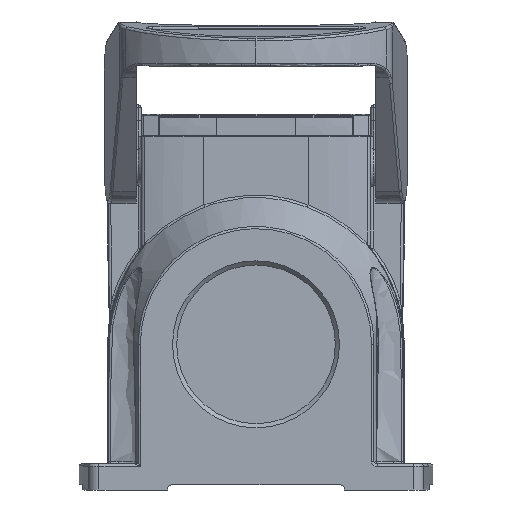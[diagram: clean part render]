
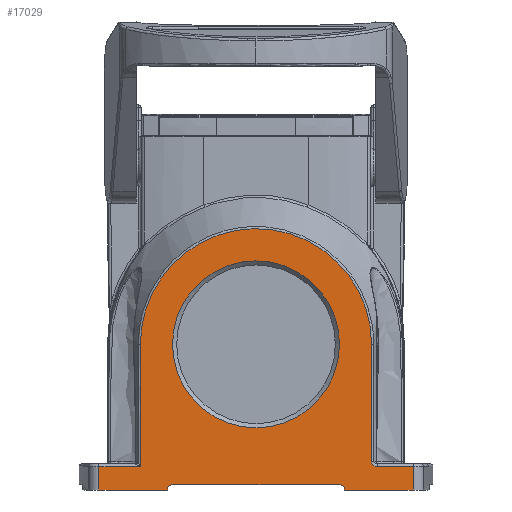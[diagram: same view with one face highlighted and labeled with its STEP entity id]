
A CAD part, left-side view. The second image highlights one B-rep face of the part: STEP entity #17029.
In plain terms, the highlighted planar face has unit normal (-1, 0, 0).
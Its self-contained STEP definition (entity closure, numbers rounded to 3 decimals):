
#13847=CIRCLE('',#48865,0.8);
#13854=CIRCLE('',#48876,0.8);
#13919=CIRCLE('',#48977,16.05);
#17029=ADVANCED_FACE('',(#19350,#19351),#18529,.T.);
#18529=PLANE('',#48978);
#19350=FACE_BOUND('',#20034,.T.);
#19351=FACE_BOUND('',#20035,.T.);
#20034=EDGE_LOOP('',(#29747));
#20035=EDGE_LOOP('',(#29748,#29749,#29750,#29751,#29752,#29753,#29754,#29755,
#29756,#29757,#29758,#29759,#29760,#29761,#29762));
#22014=LINE('',#68841,#24733);
#22015=LINE('',#68843,#24734);
#22026=LINE('',#68902,#24745);
#22033=LINE('',#68942,#24752);
#22042=LINE('',#69070,#24761);
#22076=LINE('',#69425,#24795);
#22078=LINE('',#69440,#24797);
#22089=LINE('',#70099,#24808);
#22090=LINE('',#70129,#24809);
#22092=LINE('',#70168,#24811);
#24733=VECTOR('',#52516,1.);
#24734=VECTOR('',#52519,1.);
#24745=VECTOR('',#52558,1.);
#24752=VECTOR('',#52585,1.);
#24761=VECTOR('',#52617,1.);
#24795=VECTOR('',#52755,1.);
#24797=VECTOR('',#52761,1.);
#24808=VECTOR('',#52854,1.);
#24809=VECTOR('',#52861,1.);
#24811=VECTOR('',#52869,1.);
#29747=ORIENTED_EDGE('',*,*,#41604,.T.);
#29748=ORIENTED_EDGE('',*,*,#41603,.T.);
#29749=ORIENTED_EDGE('',*,*,#41523,.T.);
#29750=ORIENTED_EDGE('',*,*,#41519,.T.);
#29751=ORIENTED_EDGE('',*,*,#41416,.F.);
#29752=ORIENTED_EDGE('',*,*,#41430,.T.);
#29753=ORIENTED_EDGE('',*,*,#41431,.T.);
#29754=ORIENTED_EDGE('',*,*,#41450,.T.);
#29755=ORIENTED_EDGE('',*,*,#41451,.T.);
#29756=ORIENTED_EDGE('',*,*,#41395,.T.);
#29757=ORIENTED_EDGE('',*,*,#41394,.F.);
#29758=ORIENTED_EDGE('',*,*,#41587,.T.);
#29759=ORIENTED_EDGE('',*,*,#41590,.T.);
#29760=ORIENTED_EDGE('',*,*,#41592,.T.);
#29761=ORIENTED_EDGE('',*,*,#41595,.T.);
#29762=ORIENTED_EDGE('',*,*,#41598,.T.);
#37744=VERTEX_POINT('',#68831);
#37749=VERTEX_POINT('',#68840);
#37750=VERTEX_POINT('',#68844);
#37764=VERTEX_POINT('',#68901);
#37765=VERTEX_POINT('',#68903);
#37773=VERTEX_POINT('',#68941);
#37774=VERTEX_POINT('',#68945);
#37785=VERTEX_POINT('',#69069);
#37814=VERTEX_POINT('',#69424);
#37818=VERTEX_POINT('',#69441);
#37846=VERTEX_POINT('',#70098);
#37847=VERTEX_POINT('',#70128);
#37848=VERTEX_POINT('',#70132);
#37850=VERTEX_POINT('',#70167);
#37852=VERTEX_POINT('',#70254);
#37854=VERTEX_POINT('',#70673);
#41394=EDGE_CURVE('',#37749,#37744,#22014,.T.);
#41395=EDGE_CURVE('',#37750,#37744,#22015,.T.);
#41416=EDGE_CURVE('',#37764,#37765,#22026,.T.);
#41430=EDGE_CURVE('',#37764,#37773,#22033,.T.);
#41431=EDGE_CURVE('',#37773,#37774,#13847,.T.);
#41450=EDGE_CURVE('',#37774,#37785,#22042,.T.);
#41451=EDGE_CURVE('',#37785,#37750,#13854,.T.);
#41519=EDGE_CURVE('',#37814,#37765,#22076,.T.);
#41523=EDGE_CURVE('',#37818,#37814,#22078,.T.);
#41587=EDGE_CURVE('',#37749,#37846,#22089,.T.);
#41590=EDGE_CURVE('',#37846,#37847,#22090,.T.);
#41592=EDGE_CURVE('',#37847,#37848,#45435,.T.);
#41595=EDGE_CURVE('',#37848,#37850,#22092,.T.);
#41598=EDGE_CURVE('',#37850,#37852,#45437,.T.);
#41603=EDGE_CURVE('',#37852,#37818,#45441,.T.);
#41604=EDGE_CURVE('',#37854,#37854,#13919,.T.);
#45435=B_SPLINE_CURVE_WITH_KNOTS('',3,(#70133,#70134,#70135,#70136,#70137,
#70138,#70139,#70140,#70141,#70142),.UNSPECIFIED.,.F.,.F.,(4,2,2,2,4),(0.,
0.25,0.5,0.75,1.),.UNSPECIFIED.);
#45437=B_SPLINE_CURVE_WITH_KNOTS('',3,(#70255,#70256,#70257,#70258,#70259,
#70260,#70261,#70262,#70263,#70264,#70265,#70266,#70267,#70268,#70269,#70270,
#70271,#70272,#70273,#70274,#70275,#70276,#70277,#70278,#70279,#70280,#70281,
#70282,#70283,#70284,#70285,#70286,#70287,#70288,#70289,#70290,#70291,#70292,
#70293,#70294,#70295,#70296,#70297,#70298,#70299,#70300,#70301,#70302,#70303,
#70304,#70305,#70306,#70307,#70308,#70309,#70310,#70311),.UNSPECIFIED.,
 .F.,.F.,(4,2,2,2,2,2,2,2,2,2,2,2,2,2,2,2,2,2,2,2,2,2,2,1,2,2,2,2,4),(0.,
0.063,0.094,0.125,0.187,0.219,
0.25,0.312,0.344,0.375,
0.406,0.438,0.5,0.531,
0.547,0.562,0.625,0.641,0.656,
0.687,0.75,0.766,0.781,
0.813,0.844,0.875,0.937,
0.969,1.),.UNSPECIFIED.);
#45441=B_SPLINE_CURVE_WITH_KNOTS('',3,(#70647,#70648,#70649,#70650,#70651),
 .UNSPECIFIED.,.F.,.F.,(4,1,4),(0.,0.979,1.),.UNSPECIFIED.);
#48865=AXIS2_PLACEMENT_3D('',#68944,#52588,#52589);
#48876=AXIS2_PLACEMENT_3D('',#69072,#52620,#52621);
#48977=AXIS2_PLACEMENT_3D('',#70672,#52874,#52875);
#48978=AXIS2_PLACEMENT_3D('',#70674,#52876,#52877);
#52516=DIRECTION('',(0.,1.,0.));
#52519=DIRECTION('',(0.,-0.052,-0.999));
#52558=DIRECTION('',(0.,1.,0.));
#52585=DIRECTION('',(0.,-0.052,0.999));
#52588=DIRECTION('',(1.,0.,0.));
#52589=DIRECTION('',(0.,0.999,0.052));
#52617=DIRECTION('',(0.,-1.,0.));
#52620=DIRECTION('',(1.,0.,0.));
#52621=DIRECTION('',(0.,0.,1.));
#52755=DIRECTION('',(0.,0.,-1.));
#52761=DIRECTION('',(0.,1.,0.));
#52854=DIRECTION('',(0.,0.,1.));
#52861=DIRECTION('',(0.,1.,0.));
#52869=DIRECTION('',(0.,0.,1.));
#52874=DIRECTION('',(1.,0.,0.));
#52875=DIRECTION('',(0.,0.,-1.));
#52876=DIRECTION('',(-1.,0.,0.));
#52877=DIRECTION('',(0.,1.,0.));
#68831=CARTESIAN_POINT('',(-42.,-17.,0.));
#68840=CARTESIAN_POINT('',(-42.,-30.187,0.));
#68841=CARTESIAN_POINT('',(-42.,-30.187,0.));
#68843=CARTESIAN_POINT('',(-42.,-16.987,0.242));
#68844=CARTESIAN_POINT('',(-42.,-16.987,0.242));
#68901=CARTESIAN_POINT('',(-42.,17.,0.));
#68902=CARTESIAN_POINT('',(-42.,17.,0.));
#68903=CARTESIAN_POINT('',(-42.,30.186,0.));
#68941=CARTESIAN_POINT('',(-42.,16.987,0.242));
#68942=CARTESIAN_POINT('',(-42.,17.,0.));
#68944=CARTESIAN_POINT('',(-42.,16.188,0.2));
#68945=CARTESIAN_POINT('',(-42.,16.188,1.));
#69069=CARTESIAN_POINT('',(-42.,-16.188,1.));
#69070=CARTESIAN_POINT('',(-42.,16.188,1.));
#69072=CARTESIAN_POINT('',(-42.,-16.188,0.2));
#69424=CARTESIAN_POINT('',(-42.,30.186,4.5));
#69425=CARTESIAN_POINT('',(-42.,30.186,4.5));
#69440=CARTESIAN_POINT('',(-42.,22.218,4.5));
#69441=CARTESIAN_POINT('',(-42.,22.218,4.5));
#70098=CARTESIAN_POINT('',(-42.,-30.187,4.5));
#70099=CARTESIAN_POINT('',(-42.,-30.187,0.));
#70128=CARTESIAN_POINT('',(-42.,-23.265,4.5));
#70129=CARTESIAN_POINT('',(-42.,-30.187,4.5));
#70132=CARTESIAN_POINT('',(-42.,-22.218,5.4));
#70133=CARTESIAN_POINT('',(-42.,-23.265,4.5));
#70134=CARTESIAN_POINT('',(-42.,-23.137,4.5));
#70135=CARTESIAN_POINT('',(-42.,-23.012,4.52));
#70136=CARTESIAN_POINT('',(-42.,-22.77,4.6));
#70137=CARTESIAN_POINT('',(-42.,-22.655,4.66));
#70138=CARTESIAN_POINT('',(-42.,-22.456,4.818));
#70139=CARTESIAN_POINT('',(-42.,-22.37,4.917));
#70140=CARTESIAN_POINT('',(-42.,-22.251,5.145));
#70141=CARTESIAN_POINT('',(-42.,-22.218,5.271));
#70142=CARTESIAN_POINT('',(-42.,-22.218,5.4));
#70167=CARTESIAN_POINT('',(-42.,-22.218,28.));
#70168=CARTESIAN_POINT('',(-42.,-22.218,5.4));
#70254=CARTESIAN_POINT('',(-42.,22.218,28.));
#70255=CARTESIAN_POINT('',(-42.,-22.218,28.));
#70256=CARTESIAN_POINT('',(-42.,-22.218,29.468));
#70257=CARTESIAN_POINT('',(-42.,-22.073,30.91));
#70258=CARTESIAN_POINT('',(-42.,-21.649,33.038));
#70259=CARTESIAN_POINT('',(-42.,-21.474,33.741));
#70260=CARTESIAN_POINT('',(-42.,-21.051,35.134));
#70261=CARTESIAN_POINT('',(-42.,-20.803,35.828));
#70262=CARTESIAN_POINT('',(-42.,-19.965,37.849));
#70263=CARTESIAN_POINT('',(-42.,-19.281,39.125));
#70264=CARTESIAN_POINT('',(-42.,-18.073,40.935));
#70265=CARTESIAN_POINT('',(-42.,-17.64,41.52));
#70266=CARTESIAN_POINT('',(-42.,-16.709,42.655));
#70267=CARTESIAN_POINT('',(-42.,-16.22,43.195));
#70268=CARTESIAN_POINT('',(-42.,-14.682,44.735));
#70269=CARTESIAN_POINT('',(-42.,-13.564,45.654));
#70270=CARTESIAN_POINT('',(-42.,-11.747,46.872));
#70271=CARTESIAN_POINT('',(-42.,-11.116,47.252));
#70272=CARTESIAN_POINT('',(-42.,-9.833,47.94));
#70273=CARTESIAN_POINT('',(-42.,-9.178,48.251));
#70274=CARTESIAN_POINT('',(-42.,-7.842,48.807));
#70275=CARTESIAN_POINT('',(-42.,-7.161,49.051));
#70276=CARTESIAN_POINT('',(-42.,-5.772,49.475));
#70277=CARTESIAN_POINT('',(-42.,-5.062,49.654));
#70278=CARTESIAN_POINT('',(-42.,-2.907,50.085));
#70279=CARTESIAN_POINT('',(-42.,-1.465,50.227));
#70280=CARTESIAN_POINT('',(-42.,0.707,50.229));
#70281=CARTESIAN_POINT('',(-42.,1.432,50.194));
#70282=CARTESIAN_POINT('',(-42.,2.522,50.087));
#70283=CARTESIAN_POINT('',(-42.,2.887,50.042));
#70284=CARTESIAN_POINT('',(-42.,3.611,49.934));
#70285=CARTESIAN_POINT('',(-42.,3.97,49.872));
#70286=CARTESIAN_POINT('',(-42.,5.753,49.517));
#70287=CARTESIAN_POINT('',(-42.,7.138,49.097));
#70288=CARTESIAN_POINT('',(-42.,8.817,48.401));
#70289=CARTESIAN_POINT('',(-42.,9.15,48.254));
#70290=CARTESIAN_POINT('',(-42.,9.811,47.941));
#70291=CARTESIAN_POINT('',(-42.,10.139,47.775));
#70292=CARTESIAN_POINT('',(-42.,11.106,47.258));
#70293=CARTESIAN_POINT('',(-42.,11.729,46.883));
#70294=CARTESIAN_POINT('',(-42.,13.536,45.676));
#70295=CARTESIAN_POINT('',(-42.,14.657,44.758));
#70296=CARTESIAN_POINT('',(-42.,15.952,43.464));
#70297=CARTESIAN_POINT('',(-42.,16.205,43.198));
#70298=CARTESIAN_POINT('',(-42.,16.696,42.657));
#70299=CARTESIAN_POINT('',(-42.,16.933,42.381));
#70300=CARTESIAN_POINT('',(-42.,17.625,41.539));
#70301=CARTESIAN_POINT('',(-42.,18.488,40.376));
#70302=CARTESIAN_POINT('',(-42.,19.235,39.134));
#70303=CARTESIAN_POINT('',(-42.,19.924,37.852));
#70304=CARTESIAN_POINT('',(-42.,20.239,37.186));
#70305=CARTESIAN_POINT('',(-42.,21.079,35.164));
#70306=CARTESIAN_POINT('',(-42.,21.5,33.779));
#70307=CARTESIAN_POINT('',(-42.,21.927,31.646));
#70308=CARTESIAN_POINT('',(-42.,22.036,30.926));
#70309=CARTESIAN_POINT('',(-42.,22.181,29.467));
#70310=CARTESIAN_POINT('',(-42.,22.218,28.734));
#70311=CARTESIAN_POINT('',(-42.,22.218,28.));
#70647=CARTESIAN_POINT('',(-42.,22.218,28.));
#70648=CARTESIAN_POINT('',(-42.,22.218,20.333));
#70649=CARTESIAN_POINT('',(-42.,22.218,12.5));
#70650=CARTESIAN_POINT('',(-42.,22.218,4.667));
#70651=CARTESIAN_POINT('',(-42.,22.218,4.5));
#70672=CARTESIAN_POINT('',(-42.,0.,28.));
#70673=CARTESIAN_POINT('',(-42.,0.,11.95));
#70674=CARTESIAN_POINT('',(-42.,-33.305,52.84));
